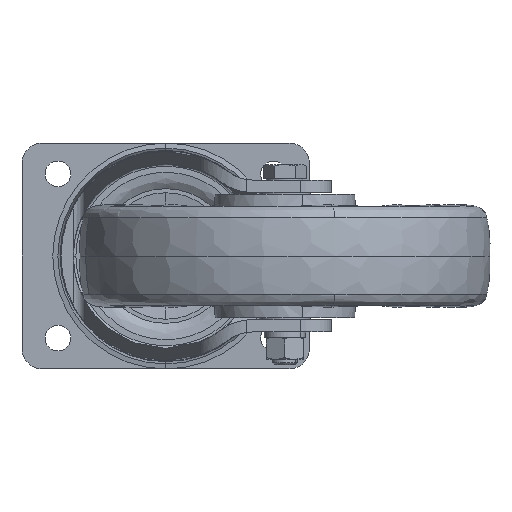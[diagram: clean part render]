
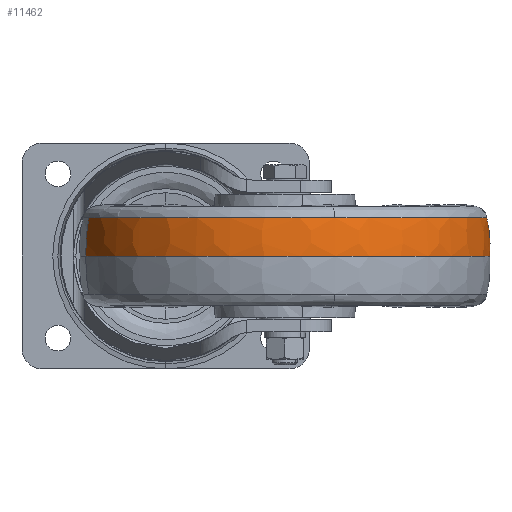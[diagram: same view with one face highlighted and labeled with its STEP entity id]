
A CAD part, front view. The second image highlights one B-rep face of the part: STEP entity #11462.
In plain terms, the highlighted toroidal (fillet/blend) face has major radius 4.992 mm and minor radius 105 mm.
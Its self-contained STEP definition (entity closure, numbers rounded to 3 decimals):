
#685 = DIRECTION ( 'NONE',  ( -0.969, -0.247, 0. ) ) ;
#1140 = AXIS2_PLACEMENT_3D ( 'NONE', #17578, #10559, #7752 ) ;
#2081 = DIRECTION ( 'NONE',  ( 0., 0., -1. ) ) ;
#2088 = CIRCLE ( 'NONE', #13167, 105. ) ;
#2496 = CARTESIAN_POINT ( 'NONE',  ( 82.362, -247.525, 18.561 ) ) ;
#3008 = CARTESIAN_POINT ( 'NONE',  ( -38.898, -176.715, 0. ) ) ;
#3052 = DIRECTION ( 'NONE',  ( -0.247, 0.969, 0. ) ) ;
#3184 = AXIS2_PLACEMENT_3D ( 'NONE', #3891, #17807, #16300 ) ;
#3588 = CARTESIAN_POINT ( 'NONE',  ( 58., -152.002, 1.304 ) ) ;
#3891 = CARTESIAN_POINT ( 'NONE',  ( 62.837, -150.769, 1.304 ) ) ;
#4022 = DIRECTION ( 'NONE',  ( -0.969, -0.247, 0. ) ) ;
#5545 = EDGE_CURVE ( 'NONE', #10638, #16080, #12128, .T. ) ;
#5607 = EDGE_CURVE ( 'NONE', #6908, #11259, #13871, .T. ) ;
#5699 = CARTESIAN_POINT ( 'NONE',  ( 53.163, -153.236, 1.304 ) ) ;
#5916 = ORIENTED_EDGE ( 'NONE', *, *, #10463, .T. ) ;
#5966 = CARTESIAN_POINT ( 'NONE',  ( 154.898, -127.29, 0. ) ) ;
#6908 = VERTEX_POINT ( 'NONE', #5966 ) ;
#7278 = EDGE_CURVE ( 'NONE', #16080, #11259, #11571, .T. ) ;
#7601 = DIRECTION ( 'NONE',  ( -0.247, 0.969, 0. ) ) ;
#7752 = DIRECTION ( 'NONE',  ( -0.247, 0.969, 0. ) ) ;
#8325 = CARTESIAN_POINT ( 'NONE',  ( -37.523, -176.365, 18.561 ) ) ;
#8518 = AXIS2_PLACEMENT_3D ( 'NONE', #10972, #13722, #4022 ) ;
#9070 = TOROIDAL_SURFACE ( 'NONE', #9735, -4.992, 105. ) ;
#9735 = AXIS2_PLACEMENT_3D ( 'NONE', #3588, #2081, #685 ) ;
#10167 = ORIENTED_EDGE ( 'NONE', *, *, #5607, .F. ) ;
#10360 = CARTESIAN_POINT ( 'NONE',  ( 58., -152.002, 18.561 ) ) ;
#10408 = VERTEX_POINT ( 'NONE', #15488 ) ;
#10463 = EDGE_CURVE ( 'NONE', #10408, #10638, #11312, .T. ) ;
#10559 = DIRECTION ( 'NONE',  ( 0., 0., -1. ) ) ;
#10638 = VERTEX_POINT ( 'NONE', #2496 ) ;
#10739 = EDGE_LOOP ( 'NONE', ( #14782, #5916, #13754, #14172, #10167 ) ) ;
#10972 = CARTESIAN_POINT ( 'NONE',  ( 58., -152.002, 0. ) ) ;
#11215 = DIRECTION ( 'NONE',  ( -0.969, -0.247, 0. ) ) ;
#11259 = VERTEX_POINT ( 'NONE', #3008 ) ;
#11312 = CIRCLE ( 'NONE', #15997, 98.58 ) ;
#11461 = FACE_OUTER_BOUND ( 'NONE', #10739, .T. ) ;
#11462 = ADVANCED_FACE ( 'NONE', ( #11461 ), #9070, .T. ) ;
#11571 = CIRCLE ( 'NONE', #3184, 105. ) ;
#12128 = CIRCLE ( 'NONE', #1140, 98.58 ) ;
#13167 = AXIS2_PLACEMENT_3D ( 'NONE', #5699, #3052, #11215 ) ;
#13722 = DIRECTION ( 'NONE',  ( 0., 0., -1. ) ) ;
#13754 = ORIENTED_EDGE ( 'NONE', *, *, #5545, .T. ) ;
#13871 = CIRCLE ( 'NONE', #8518, 100. ) ;
#14172 = ORIENTED_EDGE ( 'NONE', *, *, #7278, .T. ) ;
#14782 = ORIENTED_EDGE ( 'NONE', *, *, #16228, .F. ) ;
#15488 = CARTESIAN_POINT ( 'NONE',  ( 153.523, -127.64, 18.561 ) ) ;
#15884 = DIRECTION ( 'NONE',  ( 0., 0., -1. ) ) ;
#15997 = AXIS2_PLACEMENT_3D ( 'NONE', #10360, #15884, #7601 ) ;
#16080 = VERTEX_POINT ( 'NONE', #8325 ) ;
#16228 = EDGE_CURVE ( 'NONE', #10408, #6908, #2088, .T. ) ;
#16300 = DIRECTION ( 'NONE',  ( 0.969, 0.247, 0. ) ) ;
#17578 = CARTESIAN_POINT ( 'NONE',  ( 58., -152.002, 18.561 ) ) ;
#17807 = DIRECTION ( 'NONE',  ( 0.247, -0.969, 0. ) ) ;
